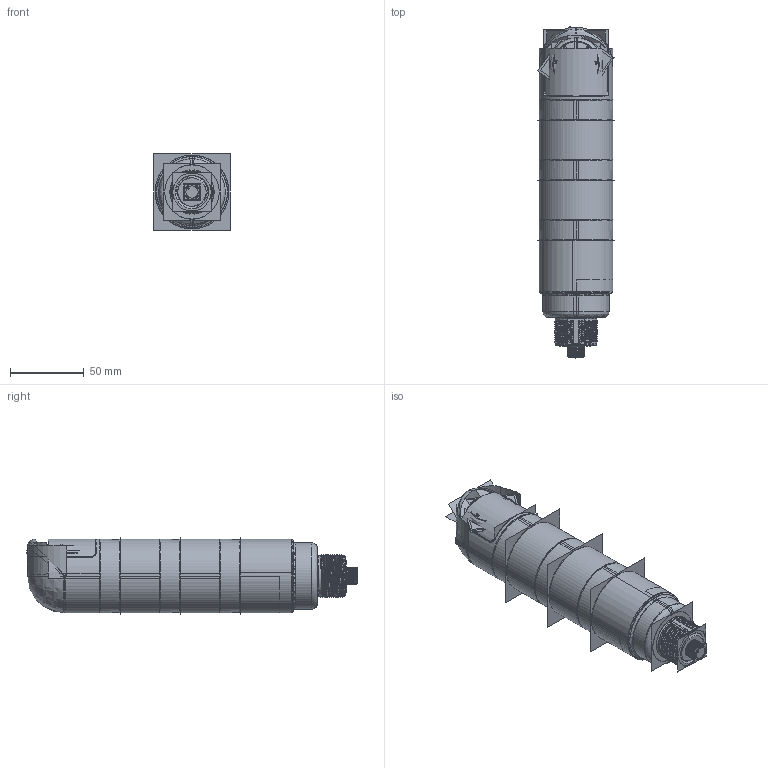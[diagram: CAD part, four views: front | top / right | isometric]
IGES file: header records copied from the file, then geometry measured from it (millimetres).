
Start section:  PTC IGES file: 154239_sm01.igs
Global section: file name: 154239_sm01.igs; native system: Creo Parametric by PTC Inc.; preprocessor: 2022414; author: banengservice; organization: Unknown; date: 20250903.113055; units: millimetre
Bounding box: 52 x 224.94 x 52 mm (x, y, z)
Volume: 367278.8 mm3; surface area: 209780.2 mm2
Topology: 2 solids, 3 shells, 940 faces, 4832 edges, 6095 vertices
Faces by surface type: revolution 476, bspline 374, extrusion 90
